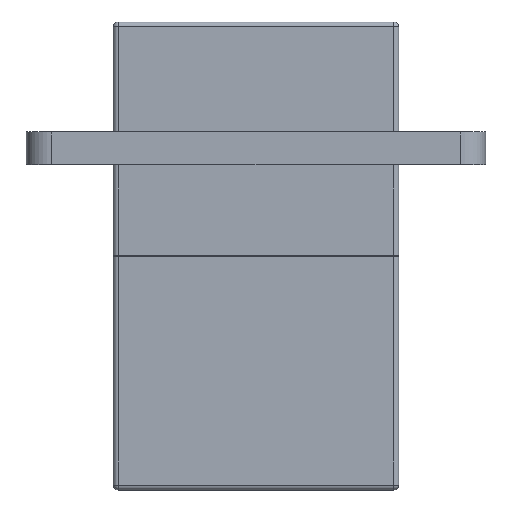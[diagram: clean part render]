
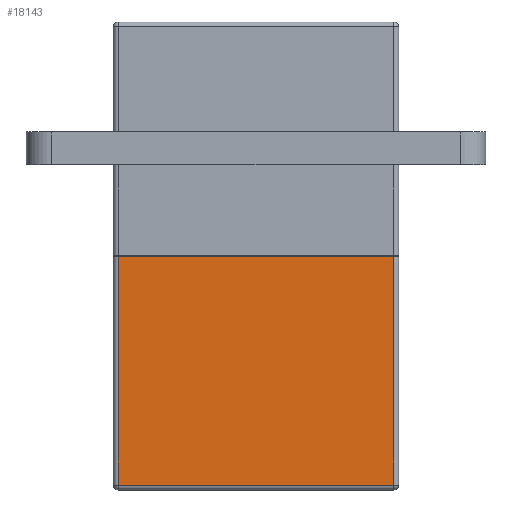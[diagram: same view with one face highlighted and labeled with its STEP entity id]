
A CAD part, left-side view. The second image highlights one B-rep face of the part: STEP entity #18143.
In plain terms, the highlighted face is planar.
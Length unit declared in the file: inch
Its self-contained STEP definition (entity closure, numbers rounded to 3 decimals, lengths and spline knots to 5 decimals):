
#2642 = EDGE_LOOP ( 'NONE', ( #5179, #5177, #5175, #5174 ) ) ;
#4233 = PLANE ( 'NONE',  #13928 ) ;
#4234 = CARTESIAN_POINT ( 'NONE',  ( 0.315, -0.435, 0.712 ) ) ;
#4239 = DIRECTION ( 'NONE',  ( -1., 0., 0. ) ) ;
#4240 = DIRECTION ( 'NONE',  ( 0., 0., 1. ) ) ;
#5174 = ORIENTED_EDGE ( 'NONE', *, *, #9205, .T. ) ;
#5175 = ORIENTED_EDGE ( 'NONE', *, *, #9204, .T. ) ;
#5177 = ORIENTED_EDGE ( 'NONE', *, *, #9203, .T. ) ;
#5179 = ORIENTED_EDGE ( 'NONE', *, *, #9202, .T. ) ;
#7423 = FACE_OUTER_BOUND ( 'NONE', #2642, .T. ) ;
#9202 = EDGE_CURVE ( 'NONE', #11347, #11345, #16809, .T. ) ;
#9203 = EDGE_CURVE ( 'NONE', #11345, #11335, #16803, .T. ) ;
#9204 = EDGE_CURVE ( 'NONE', #11335, #11333, #16813, .T. ) ;
#9205 = EDGE_CURVE ( 'NONE', #11333, #11347, #16815, .T. ) ;
#10668 = CARTESIAN_POINT ( 'NONE',  ( 0.315, 0.42, 0.697 ) ) ;
#10670 = CARTESIAN_POINT ( 'NONE',  ( 0.315, -0.42, 0.697 ) ) ;
#10676 = CARTESIAN_POINT ( 'NONE',  ( 0.315, -0.42, 0. ) ) ;
#10677 = CARTESIAN_POINT ( 'NONE',  ( 0.315, 0.42, 0. ) ) ;
#11333 = VERTEX_POINT ( 'NONE', #10677 ) ;
#11335 = VERTEX_POINT ( 'NONE', #10676 ) ;
#11345 = VERTEX_POINT ( 'NONE', #10670 ) ;
#11347 = VERTEX_POINT ( 'NONE', #10668 ) ;
#12287 = DIRECTION ( 'NONE',  ( 0., 0., 1. ) ) ;
#12288 = CARTESIAN_POINT ( 'NONE',  ( 0.315, 0.42, 0.712 ) ) ;
#12289 = DIRECTION ( 'NONE',  ( 0., 1., 0. ) ) ;
#12291 = CARTESIAN_POINT ( 'NONE',  ( 0.315, -0.435, 0. ) ) ;
#12295 = DIRECTION ( 'NONE',  ( 0., 0., -1. ) ) ;
#12296 = DIRECTION ( 'NONE',  ( 0., -1., 0. ) ) ;
#12299 = CARTESIAN_POINT ( 'NONE',  ( 0.315, -0.435, 0.697 ) ) ;
#12332 = CARTESIAN_POINT ( 'NONE',  ( 0.315, -0.42, 0.712 ) ) ;
#13928 = AXIS2_PLACEMENT_3D ( 'NONE', #4234, #4239, #4240 ) ;
#16803 = LINE ( 'NONE', #12332, #16814 ) ;
#16809 = LINE ( 'NONE', #12299, #16812 ) ;
#16812 = VECTOR ( 'NONE', #12296, 39.37008 ) ;
#16813 = LINE ( 'NONE', #12291, #16816 ) ;
#16814 = VECTOR ( 'NONE', #12295, 39.37008 ) ;
#16815 = LINE ( 'NONE', #12288, #16818 ) ;
#16816 = VECTOR ( 'NONE', #12289, 39.37008 ) ;
#16818 = VECTOR ( 'NONE', #12287, 39.37008 ) ;
#18143 = ADVANCED_FACE ( 'NONE', ( #7423 ), #4233, .F. ) ;
